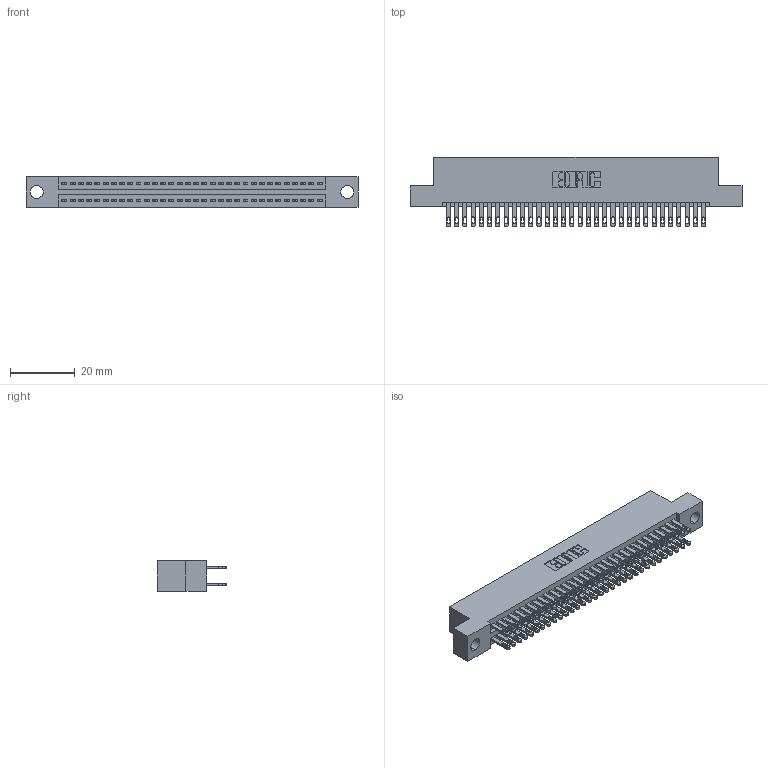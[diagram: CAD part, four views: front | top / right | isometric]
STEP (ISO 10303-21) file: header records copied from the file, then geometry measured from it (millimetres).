
FILE_DESCRIPTION (( 'STEP AP203' ), '1' );
FILE_NAME ('345-064-500-204.STEP', '2018-09-28T03:21:19', ( '' ), ( '' ), 'SwSTEP 2.0', 'SolidWorks 2016', '' );
FILE_SCHEMA (( 'CONFIG_CONTROL_DESIGN' ));
Length unit declared in the file: inch
Products named in the file (3): 345 Part_Flush Mounting Lugs - 0.156 Dia-TH; 345-292-001_345-293-100; 345-064-500-204
Assembly tree (65 placements, depth 2):
  345-064-500-204
    345 Part_Flush Mounting Lugs - 0.156 Dia-TH
    345-292-001_345-293-100  x64
Bounding box: 102.49 x 21.51 x 9.4 mm (x, y, z)
Volume: 9970.8 mm3; surface area: 15012.7 mm2
Topology: 65 solids, 65 shells, 3070 faces, 9365 edges, 6242 vertices
Faces by surface type: plane 1808, cylinder 1262
Entity records: 26387 total; most frequent: CARTESIAN_POINT 4432, ORIENTED_EDGE 4366, DIRECTION 3923, EDGE_CURVE 2183, VECTOR 1919, LINE 1919, VERTEX_POINT 1454, AXIS2_PLACEMENT_3D 1002
